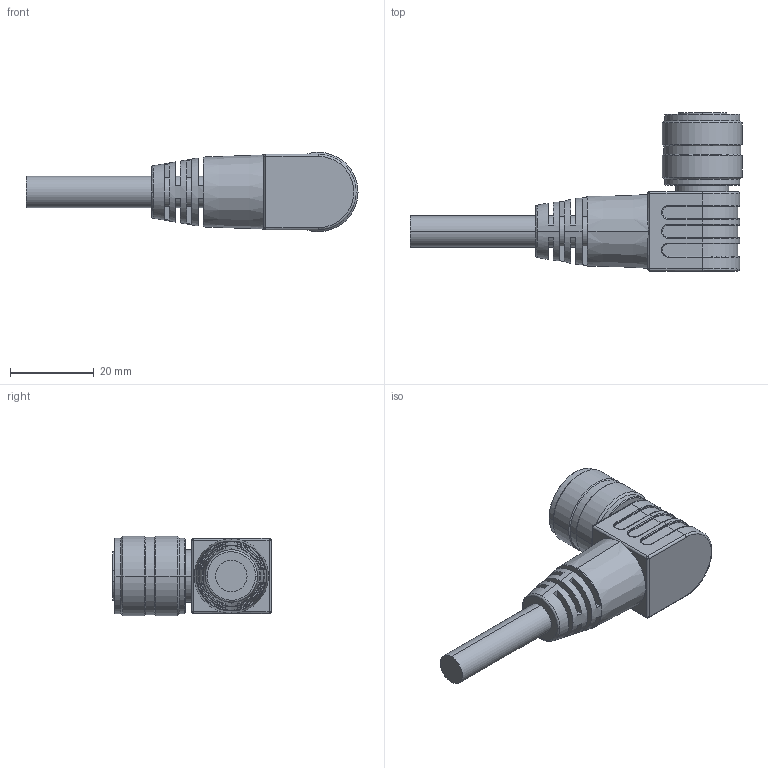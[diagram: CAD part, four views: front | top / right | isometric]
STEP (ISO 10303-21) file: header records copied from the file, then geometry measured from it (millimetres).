
FILE_DESCRIPTION (( 'STEP AP203' ), '1' );
FILE_NAME ('DNLK3-¡ÁP00.STEP', '2021-03-30T03:29:22', ( 'Windows User' ), ( 'P R C' ), 'SwSTEP 2.0', 'SolidWorks 2017', '' );
FILE_SCHEMA (( 'CONFIG_CONTROL_DESIGN' ));
Length unit declared in the file: millimetre
Products named in the file (1): DNLK3-℅P00
Bounding box: 79.3 x 37.8 x 19 mm (x, y, z)
Volume: 16981.5 mm3; surface area: 8008.1 mm2
Topology: 1 solids, 1 shells, 270 faces, 684 edges, 428 vertices
Faces by surface type: cylinder 114, plane 111, bspline 24, cone 21
Entity records: 10090 total; most frequent: CARTESIAN_POINT 3585, DIRECTION 1380, ORIENTED_EDGE 1356, EDGE_CURVE 678, AXIS2_PLACEMENT_3D 531, VERTEX_POINT 428, LINE 318, VECTOR 318
